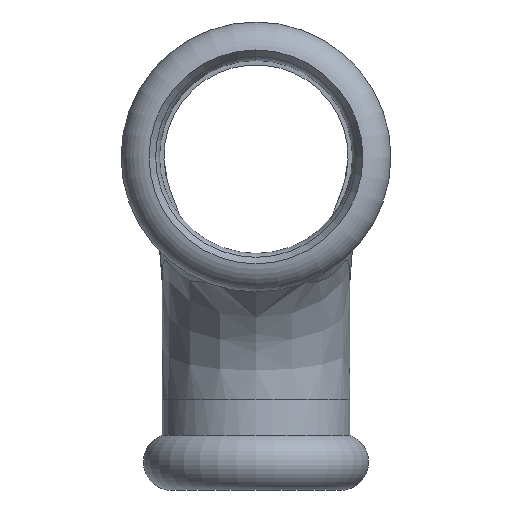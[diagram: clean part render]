
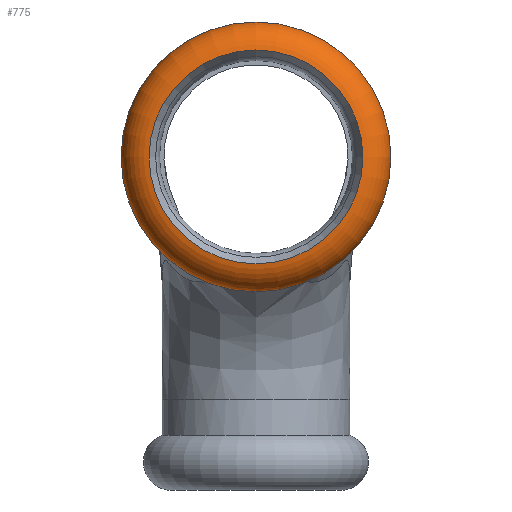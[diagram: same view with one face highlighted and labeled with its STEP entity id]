
A CAD part, left-side view. The second image highlights one B-rep face of the part: STEP entity #775.
In plain terms, the highlighted toroidal (fillet/blend) face has major radius 11.755 mm and minor radius 3.648 mm.
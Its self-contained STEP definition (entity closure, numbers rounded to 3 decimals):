
#128=FACE_OUTER_BOUND('',#170,.T.);
#170=EDGE_LOOP('',(#504,#505,#506,#507,#508,#509,#510,#511));
#215=CIRCLE('',#838,12.7);
#216=CIRCLE('',#839,3.648);
#217=CIRCLE('',#840,12.2);
#218=CIRCLE('',#841,12.2);
#219=CIRCLE('',#842,12.2);
#220=CIRCLE('',#843,12.7);
#221=CIRCLE('',#844,12.7);
#283=VERTEX_POINT('',#1149);
#284=VERTEX_POINT('',#1150);
#285=VERTEX_POINT('',#1152);
#286=VERTEX_POINT('',#1154);
#287=VERTEX_POINT('',#1156);
#288=VERTEX_POINT('',#1159);
#373=EDGE_CURVE('',#283,#284,#215,.T.);
#374=EDGE_CURVE('',#284,#285,#216,.T.);
#375=EDGE_CURVE('',#285,#286,#217,.T.);
#376=EDGE_CURVE('',#286,#287,#218,.T.);
#377=EDGE_CURVE('',#287,#285,#219,.T.);
#378=EDGE_CURVE('',#284,#288,#220,.T.);
#379=EDGE_CURVE('',#288,#283,#221,.T.);
#504=ORIENTED_EDGE('',*,*,#373,.T.);
#505=ORIENTED_EDGE('',*,*,#374,.T.);
#506=ORIENTED_EDGE('',*,*,#375,.T.);
#507=ORIENTED_EDGE('',*,*,#376,.T.);
#508=ORIENTED_EDGE('',*,*,#377,.T.);
#509=ORIENTED_EDGE('',*,*,#374,.F.);
#510=ORIENTED_EDGE('',*,*,#378,.T.);
#511=ORIENTED_EDGE('',*,*,#379,.T.);
#766=TOROIDAL_SURFACE('',#837,11.754,3.648);
#775=ADVANCED_FACE('',(#128),#766,.T.);
#837=AXIS2_PLACEMENT_3D('',#1148,#937,#938);
#838=AXIS2_PLACEMENT_3D('',#1151,#939,#940);
#839=AXIS2_PLACEMENT_3D('',#1153,#941,#942);
#840=AXIS2_PLACEMENT_3D('',#1155,#943,#944);
#841=AXIS2_PLACEMENT_3D('',#1157,#945,#946);
#842=AXIS2_PLACEMENT_3D('',#1158,#947,#948);
#843=AXIS2_PLACEMENT_3D('',#1160,#949,#950);
#844=AXIS2_PLACEMENT_3D('',#1161,#951,#952);
#937=DIRECTION('center_axis',(1.,0.,0.));
#938=DIRECTION('ref_axis',(0.,0.,1.));
#939=DIRECTION('center_axis',(-1.,0.,0.));
#940=DIRECTION('ref_axis',(0.,1.,0.));
#941=DIRECTION('center_axis',(0.,1.,0.));
#942=DIRECTION('ref_axis',(0.,0.,-1.));
#943=DIRECTION('center_axis',(1.,0.,0.));
#944=DIRECTION('ref_axis',(0.,1.,0.));
#945=DIRECTION('center_axis',(1.,0.,0.));
#946=DIRECTION('ref_axis',(0.,1.,0.));
#947=DIRECTION('center_axis',(1.,0.,0.));
#948=DIRECTION('ref_axis',(0.,1.,0.));
#949=DIRECTION('center_axis',(-1.,0.,0.));
#950=DIRECTION('ref_axis',(0.,1.,0.));
#951=DIRECTION('center_axis',(-1.,0.,0.));
#952=DIRECTION('ref_axis',(0.,1.,0.));
#1148=CARTESIAN_POINT('Origin',(-33.38,0.,0.));
#1149=CARTESIAN_POINT('',(-29.857,0.,12.7));
#1150=CARTESIAN_POINT('',(-29.857,0.,-12.7));
#1151=CARTESIAN_POINT('Origin',(-29.857,0.,0.));
#1152=CARTESIAN_POINT('',(-37.,0.,-12.2));
#1153=CARTESIAN_POINT('Origin',(-33.38,0.,
-11.754));
#1154=CARTESIAN_POINT('',(-37.,12.2,0.));
#1155=CARTESIAN_POINT('Origin',(-37.,0.,0.));
#1156=CARTESIAN_POINT('',(-37.,-12.2,0.));
#1157=CARTESIAN_POINT('Origin',(-37.,0.,0.));
#1158=CARTESIAN_POINT('Origin',(-37.,0.,0.));
#1159=CARTESIAN_POINT('',(-29.857,-12.7,0.));
#1160=CARTESIAN_POINT('Origin',(-29.857,0.,0.));
#1161=CARTESIAN_POINT('Origin',(-29.857,0.,0.));
